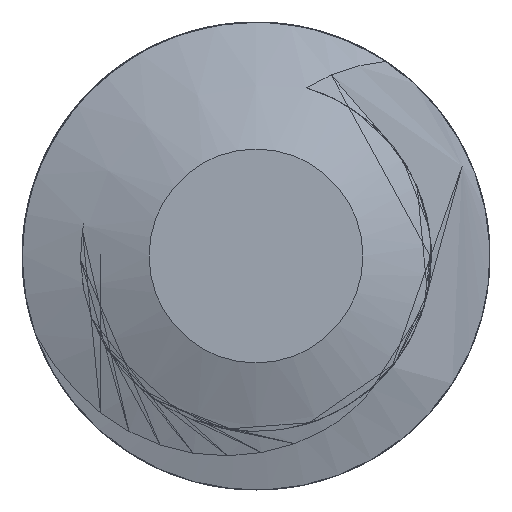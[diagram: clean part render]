
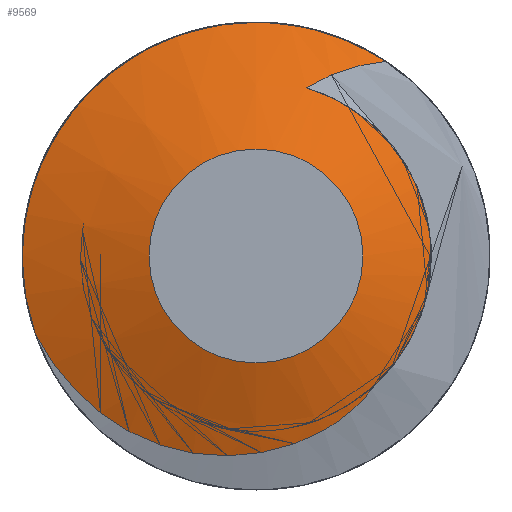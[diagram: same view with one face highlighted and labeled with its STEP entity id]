
A CAD part, front view. The second image highlights one B-rep face of the part: STEP entity #9569.
In plain terms, the highlighted conical face has half-angle 70 degrees and reference radius 2.743 mm.
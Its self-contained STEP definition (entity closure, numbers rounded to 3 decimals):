
#116 = CARTESIAN_POINT ( 'NONE',  ( 3.089, -141.861, -3.272 ) ) ;
#199 = CARTESIAN_POINT ( 'NONE',  ( -4.642, -141.398, -3.438 ) ) ;
#356 = CARTESIAN_POINT ( 'NONE',  ( 3.377, -141.861, -3. ) ) ;
#397 = CARTESIAN_POINT ( 'NONE',  ( 4.504, -141.861, 0.066 ) ) ;
#442 = CARTESIAN_POINT ( 'NONE',  ( 1.669, -141.861, 4.198 ) ) ;
#943 = B_SPLINE_CURVE_WITH_KNOTS ( 'NONE', 3,
 ( #10205, #8337, #2681, #9285 ),
 .UNSPECIFIED., .F., .F.,
 ( 4, 4 ),
 ( 0., 0.002 ),
 .UNSPECIFIED. ) ;
#1072 = EDGE_LOOP ( 'NONE', ( #9026, #3535, #9789, #3563 ) ) ;
#1235 = EDGE_LOOP ( 'NONE', ( #8559 ) ) ;
#1307 = CARTESIAN_POINT ( 'NONE',  ( 3.328, -141.315, 4.992 ) ) ;
#1346 = CARTESIAN_POINT ( 'NONE',  ( 4.457, -141.861, 0.651 ) ) ;
#1352 = CARTESIAN_POINT ( 'NONE',  ( -0.288, -141.639, -5.114 ) ) ;
#1391 = CARTESIAN_POINT ( 'NONE',  ( 0.575, -141.687, -4.949 ) ) ;
#1442 = B_SPLINE_CURVE_WITH_KNOTS ( 'NONE', 3,
 ( #6938, #7482, #2822, #10662, #199, #3876, #11529, #7689, #2274, #9338, #3172, #10275, #8401, #11897, #10425, #2655, #1352, #8673, #1391, #8831, #8551, #8054, #5565, #3955, #116 ),
 .UNSPECIFIED., .F., .F.,
 ( 4, 2, 2, 2, 2, 2, 2, 2, 1, 2, 2, 2, 4 ),
 ( 0., 0.001, 0.002, 0.003, 0.003, 0.004, 0.005, 0.006, 0.007, 0.007, 0.008, 0.009, 0.011 ),
 .UNSPECIFIED. ) ;
#2267 = CARTESIAN_POINT ( 'NONE',  ( 4.287, -141.861, 1.423 ) ) ;
#2274 = CARTESIAN_POINT ( 'NONE',  ( -3.636, -141.457, -4.278 ) ) ;
#2655 = CARTESIAN_POINT ( 'NONE',  ( -0.725, -141.615, -5.128 ) ) ;
#2681 = CARTESIAN_POINT ( 'NONE',  ( 2.604, -141.482, 4.924 ) ) ;
#2786 = EDGE_CURVE ( 'NONE', #6657, #6657, #5937, .T. ) ;
#2822 = CARTESIAN_POINT ( 'NONE',  ( -5.212, -141.357, -2.768 ) ) ;
#2859 = CARTESIAN_POINT ( 'NONE',  ( 3.089, -141.861, -3.272 ) ) ;
#3131 = CARTESIAN_POINT ( 'NONE',  ( 0., -141.315, 0. ) ) ;
#3165 = CARTESIAN_POINT ( 'NONE',  ( 3.624, -141.861, -2.696 ) ) ;
#3172 = CARTESIAN_POINT ( 'NONE',  ( -3.063, -141.488, -4.602 ) ) ;
#3205 = CARTESIAN_POINT ( 'NONE',  ( 3.868, -141.861, 2.308 ) ) ;
#3535 = ORIENTED_EDGE ( 'NONE', *, *, #10687, .T. ) ;
#3563 = ORIENTED_EDGE ( 'NONE', *, *, #11180, .F. ) ;
#3844 = DIRECTION ( 'NONE',  ( 0., 0., 1. ) ) ;
#3876 = CARTESIAN_POINT ( 'NONE',  ( -4.326, -141.418, -3.744 ) ) ;
#3915 = CARTESIAN_POINT ( 'NONE',  ( -5.654, -141.315, -2.008 ) ) ;
#3955 = CARTESIAN_POINT ( 'NONE',  ( 2.824, -141.833, -3.628 ) ) ;
#4069 = DIRECTION ( 'NONE',  ( 0., 0., 1. ) ) ;
#4103 = CARTESIAN_POINT ( 'NONE',  ( 4.026, -141.861, -2.019 ) ) ;
#4146 = CARTESIAN_POINT ( 'NONE',  ( 3.533, -141.861, 2.794 ) ) ;
#4226 = CARTESIAN_POINT ( 'NONE',  ( 0., -142.5, 2.743 ) ) ;
#4277 = VERTEX_POINT ( 'NONE', #2859 ) ;
#4973 = DIRECTION ( 'NONE',  ( 0., 0., 1. ) ) ;
#5048 = CARTESIAN_POINT ( 'NONE',  ( 4.255, -141.861, -1.477 ) ) ;
#5089 = CARTESIAN_POINT ( 'NONE',  ( 3.006, -141.861, 3.372 ) ) ;
#5344 = VERTEX_POINT ( 'NONE', #6899 ) ;
#5497 = VERTEX_POINT ( 'NONE', #3915 ) ;
#5565 = CARTESIAN_POINT ( 'NONE',  ( 2.511, -141.806, -3.939 ) ) ;
#5937 = CIRCLE ( 'NONE', #10834, 2.743 ) ;
#6015 = CARTESIAN_POINT ( 'NONE',  ( 4.487, -141.861, -0.52 ) ) ;
#6057 = CARTESIAN_POINT ( 'NONE',  ( 2.03, -141.861, 4.035 ) ) ;
#6306 = B_SPLINE_CURVE_WITH_KNOTS ( 'NONE', 3,
 ( #7879, #356, #3165, #9785, #4103, #10733, #5048, #11679, #6015, #397, #6972, #1346, #7919, #2267, #8864, #3205, #9828, #4146, #10775, #5089, #11721, #6057, #442, #7014 ),
 .UNSPECIFIED., .F., .F.,
 ( 4, 2, 2, 2, 2, 2, 2, 2, 2, 2, 2, 4 ),
 ( 0., 0.001, 0.002, 0.002, 0.004, 0.004, 0.005, 0.006, 0.006, 0.007, 0.008, 0.009 ),
 .UNSPECIFIED. ) ;
#6622 = FACE_OUTER_BOUND ( 'NONE', #1072, .T. ) ;
#6657 = VERTEX_POINT ( 'NONE', #4226 ) ;
#6773 = CONICAL_SURFACE ( 'NONE', #9745, 2.743, 1.222 ) ;
#6899 = CARTESIAN_POINT ( 'NONE',  ( 1.289, -141.861, 4.311 ) ) ;
#6918 = FACE_BOUND ( 'NONE', #1235, .T. ) ;
#6938 = CARTESIAN_POINT ( 'NONE',  ( -5.654, -141.315, -2.008 ) ) ;
#6972 = CARTESIAN_POINT ( 'NONE',  ( 4.497, -141.861, 0.262 ) ) ;
#7014 = CARTESIAN_POINT ( 'NONE',  ( 1.289, -141.861, 4.311 ) ) ;
#7482 = CARTESIAN_POINT ( 'NONE',  ( -5.453, -141.336, -2.402 ) ) ;
#7675 = CARTESIAN_POINT ( 'NONE',  ( 0., -142.5, 0. ) ) ;
#7689 = CARTESIAN_POINT ( 'NONE',  ( -3.816, -141.447, -4.155 ) ) ;
#7879 = CARTESIAN_POINT ( 'NONE',  ( 3.089, -141.861, -3.272 ) ) ;
#7919 = CARTESIAN_POINT ( 'NONE',  ( 4.424, -141.861, 0.847 ) ) ;
#8054 = CARTESIAN_POINT ( 'NONE',  ( 1.795, -141.755, -4.463 ) ) ;
#8337 = CARTESIAN_POINT ( 'NONE',  ( 1.9, -141.663, 4.695 ) ) ;
#8401 = CARTESIAN_POINT ( 'NONE',  ( -2.036, -141.544, -4.988 ) ) ;
#8551 = CARTESIAN_POINT ( 'NONE',  ( 1.407, -141.733, -4.663 ) ) ;
#8559 = ORIENTED_EDGE ( 'NONE', *, *, #2786, .T. ) ;
#8673 = CARTESIAN_POINT ( 'NONE',  ( 0.145, -141.663, -5.046 ) ) ;
#8831 = CARTESIAN_POINT ( 'NONE',  ( 0.788, -141.699, -4.887 ) ) ;
#8864 = CARTESIAN_POINT ( 'NONE',  ( 4.148, -141.861, 1.788 ) ) ;
#9026 = ORIENTED_EDGE ( 'NONE', *, *, #9095, .T. ) ;
#9095 = EDGE_CURVE ( 'NONE', #5497, #4277, #1442, .T. ) ;
#9268 = AXIS2_PLACEMENT_3D ( 'NONE', #3131, #9748, #4069 ) ;
#9285 = CARTESIAN_POINT ( 'NONE',  ( 3.328, -141.315, 4.992 ) ) ;
#9338 = CARTESIAN_POINT ( 'NONE',  ( -3.26, -141.477, -4.501 ) ) ;
#9569 = ADVANCED_FACE ( 'NONE', ( #6918, #6622 ), #6773, .T. ) ;
#9745 = AXIS2_PLACEMENT_3D ( 'NONE', #10472, #11420, #3844 ) ;
#9748 = DIRECTION ( 'NONE',  ( 0., 1., 0. ) ) ;
#9785 = CARTESIAN_POINT ( 'NONE',  ( 3.933, -141.861, -2.195 ) ) ;
#9789 = ORIENTED_EDGE ( 'NONE', *, *, #11333, .T. ) ;
#9828 = CARTESIAN_POINT ( 'NONE',  ( 3.762, -141.861, 2.476 ) ) ;
#9936 = VERTEX_POINT ( 'NONE', #1307 ) ;
#10205 = CARTESIAN_POINT ( 'NONE',  ( 1.289, -141.861, 4.311 ) ) ;
#10275 = CARTESIAN_POINT ( 'NONE',  ( -2.455, -141.521, -4.866 ) ) ;
#10425 = CARTESIAN_POINT ( 'NONE',  ( -1.166, -141.591, -5.114 ) ) ;
#10472 = CARTESIAN_POINT ( 'NONE',  ( 0., -142.5, 0. ) ) ;
#10662 = CARTESIAN_POINT ( 'NONE',  ( -4.792, -141.387, -3.275 ) ) ;
#10687 = EDGE_CURVE ( 'NONE', #4277, #5344, #6306, .T. ) ;
#10733 = CARTESIAN_POINT ( 'NONE',  ( 4.187, -141.861, -1.661 ) ) ;
#10775 = CARTESIAN_POINT ( 'NONE',  ( 3.408, -141.861, 2.945 ) ) ;
#10834 = AXIS2_PLACEMENT_3D ( 'NONE', #7675, #11608, #4973 ) ;
#11180 = EDGE_CURVE ( 'NONE', #5497, #9936, #11837, .T. ) ;
#11333 = EDGE_CURVE ( 'NONE', #5344, #9936, #943, .T. ) ;
#11420 = DIRECTION ( 'NONE',  ( 0., 1., 0. ) ) ;
#11529 = CARTESIAN_POINT ( 'NONE',  ( -4.16, -141.428, -3.888 ) ) ;
#11608 = DIRECTION ( 'NONE',  ( 0., 1., 0. ) ) ;
#11679 = CARTESIAN_POINT ( 'NONE',  ( 4.423, -141.861, -0.916 ) ) ;
#11721 = CARTESIAN_POINT ( 'NONE',  ( 2.695, -141.861, 3.625 ) ) ;
#11837 = CIRCLE ( 'NONE', #9268, 6. ) ;
#11897 = CARTESIAN_POINT ( 'NONE',  ( -1.387, -141.579, -5.092 ) ) ;
